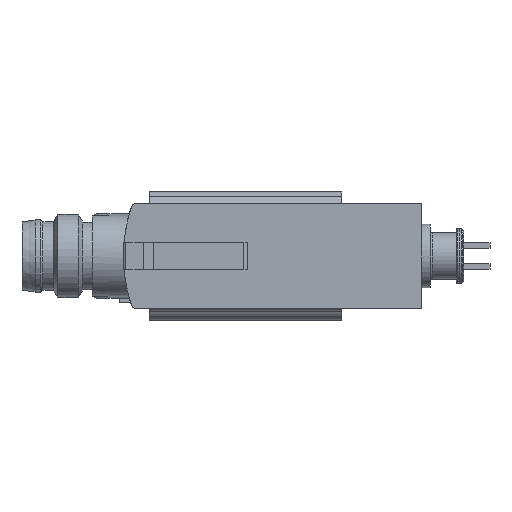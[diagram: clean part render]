
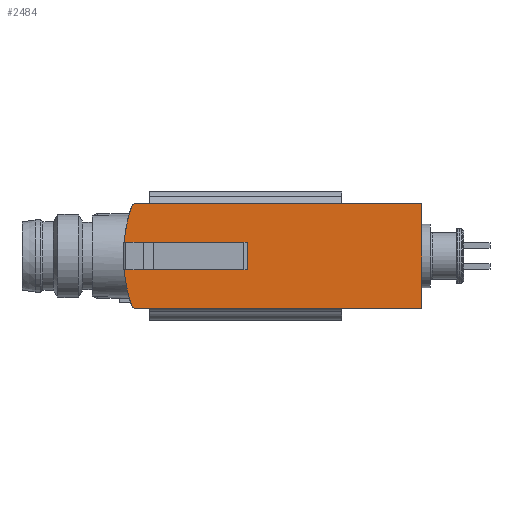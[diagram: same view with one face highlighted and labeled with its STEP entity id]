
A CAD part, left-side view. The second image highlights one B-rep face of the part: STEP entity #2484.
In plain terms, the highlighted planar face has unit normal (-1, 0, 0).
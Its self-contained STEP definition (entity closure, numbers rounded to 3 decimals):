
#41=PLANE('',#2717);
#143=CIRCLE('',#2633,15.);
#146=CIRCLE('',#2636,15.);
#172=CIRCLE('',#2673,0.5);
#189=CIRCLE('',#2718,0.5);
#300=LINE('',#3953,#499);
#321=LINE('',#4009,#520);
#337=LINE('',#4084,#536);
#338=LINE('',#4086,#537);
#339=LINE('',#4089,#538);
#340=LINE('',#4091,#539);
#499=VECTOR('',#3043,1000.);
#520=VECTOR('',#3092,1000.);
#536=VECTOR('',#3172,1000.);
#537=VECTOR('',#3175,1000.);
#538=VECTOR('',#3176,1000.);
#539=VECTOR('',#3179,1000.);
#847=ORIENTED_EDGE('',*,*,#1496,.T.);
#848=ORIENTED_EDGE('',*,*,#1497,.T.);
#849=ORIENTED_EDGE('',*,*,#1346,.F.);
#850=ORIENTED_EDGE('',*,*,#1433,.F.);
#851=ORIENTED_EDGE('',*,*,#1430,.T.);
#852=ORIENTED_EDGE('',*,*,#1495,.T.);
#853=ORIENTED_EDGE('',*,*,#1458,.F.);
#854=ORIENTED_EDGE('',*,*,#1498,.F.);
#855=ORIENTED_EDGE('',*,*,#1349,.F.);
#856=ORIENTED_EDGE('',*,*,#1499,.F.);
#1346=EDGE_CURVE('',#1689,#1690,#143,.T.);
#1349=EDGE_CURVE('',#1692,#1693,#146,.T.);
#1430=EDGE_CURVE('',#1771,#1770,#300,.T.);
#1433=EDGE_CURVE('',#1771,#1689,#172,.T.);
#1458=EDGE_CURVE('',#1791,#1792,#321,.T.);
#1495=EDGE_CURVE('',#1770,#1792,#337,.T.);
#1496=EDGE_CURVE('',#1811,#1812,#338,.T.);
#1497=EDGE_CURVE('',#1812,#1690,#339,.T.);
#1498=EDGE_CURVE('',#1693,#1791,#189,.T.);
#1499=EDGE_CURVE('',#1811,#1692,#340,.T.);
#1689=VERTEX_POINT('',#3720);
#1690=VERTEX_POINT('',#3722);
#1692=VERTEX_POINT('',#3726);
#1693=VERTEX_POINT('',#3728);
#1770=VERTEX_POINT('',#3952);
#1771=VERTEX_POINT('',#3954);
#1791=VERTEX_POINT('',#4008);
#1792=VERTEX_POINT('',#4010);
#1811=VERTEX_POINT('',#4087);
#1812=VERTEX_POINT('',#4088);
#1987=EDGE_LOOP('',(#847,#848,#849,#850,#851,#852,#853,#854,#855,#856));
#2216=FACE_BOUND('',#1987,.T.);
#2484=ADVANCED_FACE('',(#2216),#41,.F.);
#2633=AXIS2_PLACEMENT_3D('',#3721,#2927,#2928);
#2636=AXIS2_PLACEMENT_3D('',#3727,#2933,#2934);
#2673=AXIS2_PLACEMENT_3D('',#3958,#3049,#3050);
#2717=AXIS2_PLACEMENT_3D('',#4085,#3173,#3174);
#2718=AXIS2_PLACEMENT_3D('',#4090,#3177,#3178);
#2927=DIRECTION('',(1.,0.,0.));
#2928=DIRECTION('',(0.,0.,-1.));
#2933=DIRECTION('',(1.,0.,0.));
#2934=DIRECTION('',(0.,0.,-1.));
#3043=DIRECTION('',(0.,-1.,0.));
#3049=DIRECTION('',(1.,0.,0.));
#3050=DIRECTION('',(0.,0.,-1.));
#3092=DIRECTION('',(0.,-1.,0.));
#3172=DIRECTION('',(0.,0.,1.));
#3173=DIRECTION('',(1.,0.,0.));
#3174=DIRECTION('',(0.,0.,-1.));
#3175=DIRECTION('',(0.,0.,-1.));
#3176=DIRECTION('',(0.,1.,0.));
#3177=DIRECTION('',(1.,0.,0.));
#3178=DIRECTION('',(0.,0.,-1.));
#3179=DIRECTION('',(0.,1.,0.));
#3720=CARTESIAN_POINT('',(-102.4,20.109,-4.655));
#3721=CARTESIAN_POINT('',(-102.4,5.85,0.));
#3722=CARTESIAN_POINT('',(-102.4,20.794,-1.3));
#3726=CARTESIAN_POINT('',(-102.4,20.794,1.3));
#3727=CARTESIAN_POINT('',(-102.4,5.85,0.));
#3728=CARTESIAN_POINT('',(-102.4,20.109,4.655));
#3952=CARTESIAN_POINT('',(-102.4,-7.65,-5.));
#3953=CARTESIAN_POINT('',(-102.4,23.,-5.));
#3954=CARTESIAN_POINT('',(-102.4,19.634,-5.));
#3958=CARTESIAN_POINT('',(-102.4,19.634,-4.5));
#4008=CARTESIAN_POINT('',(-102.4,19.634,5.));
#4009=CARTESIAN_POINT('',(-102.4,23.,5.));
#4010=CARTESIAN_POINT('',(-102.4,-7.65,5.));
#4084=CARTESIAN_POINT('',(-102.4,-7.65,-5.));
#4085=CARTESIAN_POINT('',(-102.4,23.,-5.));
#4086=CARTESIAN_POINT('',(-102.4,9.05,1.3));
#4087=CARTESIAN_POINT('',(-102.4,9.05,1.3));
#4088=CARTESIAN_POINT('',(-102.4,9.05,-1.3));
#4089=CARTESIAN_POINT('',(-102.4,9.05,-1.3));
#4090=CARTESIAN_POINT('',(-102.4,19.634,4.5));
#4091=CARTESIAN_POINT('',(-102.4,9.05,1.3));
